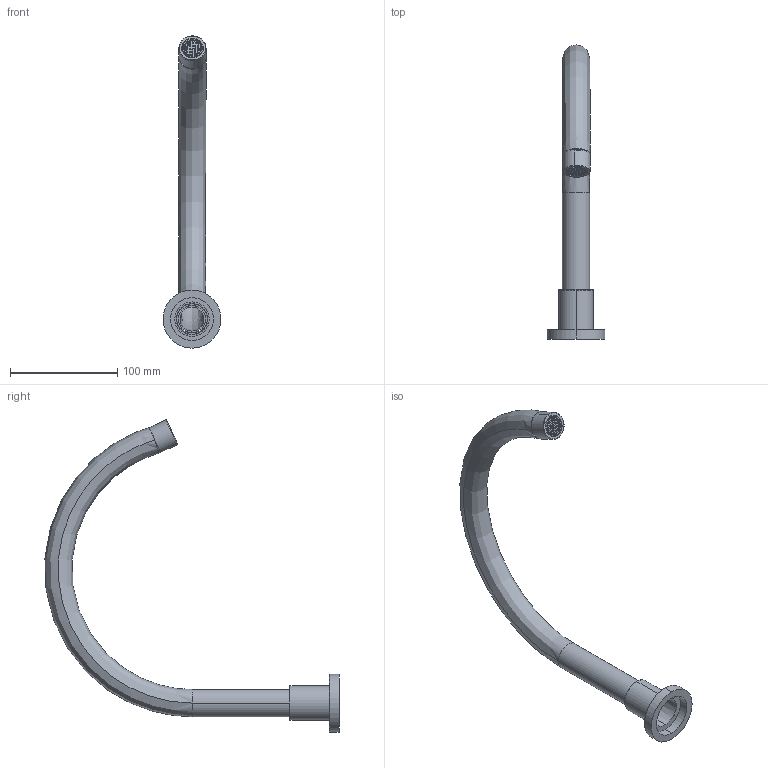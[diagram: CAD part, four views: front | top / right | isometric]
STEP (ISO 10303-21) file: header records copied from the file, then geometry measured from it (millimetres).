
FILE_DESCRIPTION (( 'STEP AP214' ), '1' );
FILE_NAME ('SHSOC_shell.STEP', '2017-07-25T01:28:18', ( 'khoa' ), ( '' ), 'SwSTEP 2.0', 'SolidWorks 2016', '' );
FILE_SCHEMA (( 'AUTOMOTIVE_DESIGN' ));
Length unit declared in the file: millimetre
Products named in the file (2): SHSOC_shell
Bounding box: 54 x 273.92 x 290.83 mm (x, y, z)
Volume: 78473.4 mm3; surface area: 83931.1 mm2
Topology: 2 solids, 2 shells, 290 faces, 1015 edges, 549 vertices
Faces by surface type: cylinder 253, plane 17, torus 10, bspline 6, cone 4
Entity records: 20809 total; most frequent: CARTESIAN_POINT 9882, ORIENTED_EDGE 2030, DIRECTION 1168, EDGE_CURVE 1015, VERTEX_POINT 549, B_SPLINE_CURVE_WITH_KNOTS 483, VECTOR 434, LINE 434
